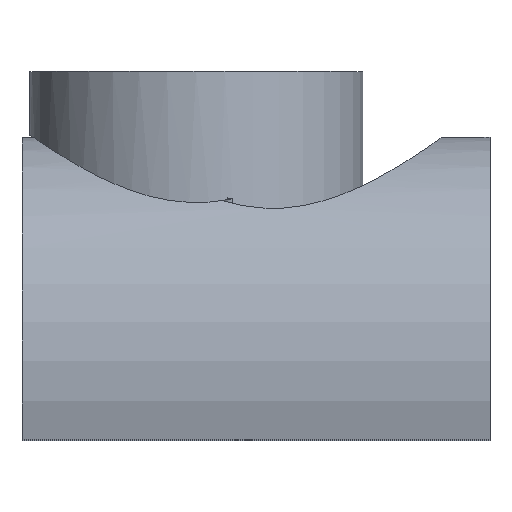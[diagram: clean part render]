
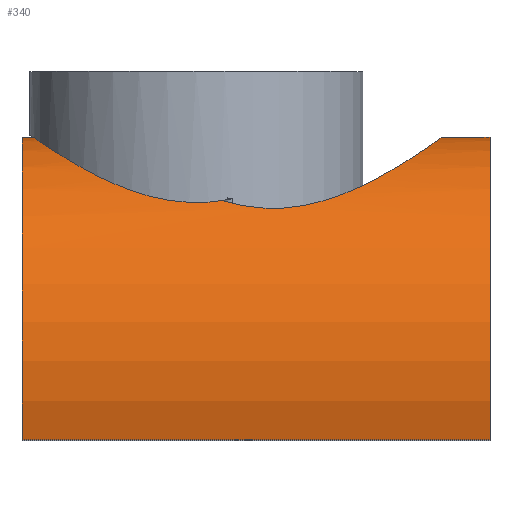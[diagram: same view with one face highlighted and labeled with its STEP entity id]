
A CAD part, top view. The second image highlights one B-rep face of the part: STEP entity #340.
In plain terms, the highlighted cylindrical face has radius 12.55 mm (diameter 25.1 mm), a partial arc.
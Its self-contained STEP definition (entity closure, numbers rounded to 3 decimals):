
#27=FACE_BOUND('',#79,.T.);
#31=B_SPLINE_CURVE_WITH_KNOTS('',3,(#528,#529,#530,#531,#532,#533,#534,
#535,#536,#537,#538,#539,#540,#541,#542,#543,#544,#545,#546,#547,#548,#549,
#550,#551,#552,#553,#554,#555,#556,#557,#558,#559,#560,#561,#562),
 .UNSPECIFIED.,.F.,.F.,(4,2,2,2,2,2,2,2,2,2,2,2,2,3,2,2,4),(-3.279,
-3.21,-3.03,-2.851,-2.671,
-2.491,-2.132,-1.779,-1.425,-1.072,
-0.718,-0.359,-0.18,0.,0.18,
0.359,0.428),.UNSPECIFIED.);
#32=B_SPLINE_CURVE_WITH_KNOTS('',3,(#563,#564,#565,#566,#567,#568,#569,
#570,#571,#572,#573,#574,#575,#576,#577,#578,#579,#580),.UNSPECIFIED.,.F.,
 .F.,(4,2,2,2,2,2,2,2,4),(0.,0.314,0.628,0.939,
1.25,1.561,1.872,2.186,2.5),
 .UNSPECIFIED.);
#47=CYLINDRICAL_SURFACE('',#387,12.55);
#60=FACE_OUTER_BOUND('',#78,.T.);
#78=EDGE_LOOP('',(#247,#248,#249,#250));
#79=EDGE_LOOP('',(#251,#252));
#104=LINE('',#520,#128);
#106=LINE('',#524,#130);
#128=VECTOR('',#432,10.);
#130=VECTOR('',#436,10.);
#145=CIRCLE('',#383,12.55);
#147=CIRCLE('',#388,12.55);
#153=VERTEX_POINT('',#500);
#154=VERTEX_POINT('',#501);
#161=VERTEX_POINT('',#519);
#162=VERTEX_POINT('',#523);
#163=VERTEX_POINT('',#526);
#164=VERTEX_POINT('',#527);
#185=EDGE_CURVE('',#153,#154,#145,.T.);
#194=EDGE_CURVE('',#161,#153,#104,.T.);
#196=EDGE_CURVE('',#162,#154,#106,.T.);
#197=EDGE_CURVE('',#162,#161,#147,.T.);
#198=EDGE_CURVE('',#163,#164,#31,.T.);
#199=EDGE_CURVE('',#164,#163,#32,.T.);
#247=ORIENTED_EDGE('',*,*,#185,.T.);
#248=ORIENTED_EDGE('',*,*,#196,.F.);
#249=ORIENTED_EDGE('',*,*,#197,.T.);
#250=ORIENTED_EDGE('',*,*,#194,.T.);
#251=ORIENTED_EDGE('',*,*,#198,.T.);
#252=ORIENTED_EDGE('',*,*,#199,.T.);
#340=ADVANCED_FACE('',(#60,#27),#47,.T.);
#383=AXIS2_PLACEMENT_3D('',#502,#417,#418);
#387=AXIS2_PLACEMENT_3D('',#522,#434,#435);
#388=AXIS2_PLACEMENT_3D('',#525,#437,#438);
#417=DIRECTION('center_axis',(-1.,0.,0.));
#418=DIRECTION('ref_axis',(0.,0.,-1.));
#432=DIRECTION('',(1.,0.,0.));
#434=DIRECTION('center_axis',(1.,0.,0.));
#435=DIRECTION('ref_axis',(0.,0.,1.));
#436=DIRECTION('',(1.,0.,0.));
#437=DIRECTION('center_axis',(1.,0.,0.));
#438=DIRECTION('ref_axis',(0.,0.,-1.));
#500=CARTESIAN_POINT('',(97.25,-12.015,-3.625));
#501=CARTESIAN_POINT('',(97.25,12.015,-3.625));
#502=CARTESIAN_POINT('Origin',(97.25,0.,0.));
#519=CARTESIAN_POINT('',(72.25,-12.015,-3.625));
#520=CARTESIAN_POINT('',(0.,-12.015,-3.625));
#522=CARTESIAN_POINT('Origin',(0.,0.,0.));
#523=CARTESIAN_POINT('',(72.25,12.015,-3.625));
#524=CARTESIAN_POINT('',(0.,12.015,-3.625));
#525=CARTESIAN_POINT('Origin',(72.25,0.,0.));
#526=CARTESIAN_POINT('',(87.95,-8.,9.67));
#527=CARTESIAN_POINT('',(87.95,8.,9.67));
#528=CARTESIAN_POINT('Ctrl Pts',(87.95,-8.,9.67));
#529=CARTESIAN_POINT('Ctrl Pts',(87.749,-8.103,9.584));
#530=CARTESIAN_POINT('Ctrl Pts',(87.544,-8.2,9.502));
#531=CARTESIAN_POINT('Ctrl Pts',(86.787,-8.52,9.22));
#532=CARTESIAN_POINT('Ctrl Pts',(86.21,-8.7,9.047));
#533=CARTESIAN_POINT('Ctrl Pts',(85.03,-8.94,8.81));
#534=CARTESIAN_POINT('Ctrl Pts',(84.426,-9.,8.747));
#535=CARTESIAN_POINT('Ctrl Pts',(83.228,-9.,8.747));
#536=CARTESIAN_POINT('Ctrl Pts',(82.624,-8.94,8.81));
#537=CARTESIAN_POINT('Ctrl Pts',(81.443,-8.7,9.047));
#538=CARTESIAN_POINT('Ctrl Pts',(80.867,-8.52,9.22));
#539=CARTESIAN_POINT('Ctrl Pts',(79.225,-7.825,9.831));
#540=CARTESIAN_POINT('Ctrl Pts',(78.245,-7.146,10.357));
#541=CARTESIAN_POINT('Ctrl Pts',(76.694,-5.595,11.269));
#542=CARTESIAN_POINT('Ctrl Pts',(76.006,-4.612,11.728));
#543=CARTESIAN_POINT('Ctrl Pts',(75.072,-2.405,12.371));
#544=CARTESIAN_POINT('Ctrl Pts',(74.827,-1.178,12.55));
#545=CARTESIAN_POINT('Ctrl Pts',(74.827,1.178,12.55));
#546=CARTESIAN_POINT('Ctrl Pts',(75.072,2.405,12.371));
#547=CARTESIAN_POINT('Ctrl Pts',(76.006,4.612,11.728));
#548=CARTESIAN_POINT('Ctrl Pts',(76.694,5.595,11.269));
#549=CARTESIAN_POINT('Ctrl Pts',(78.245,7.146,10.357));
#550=CARTESIAN_POINT('Ctrl Pts',(79.225,7.825,9.831));
#551=CARTESIAN_POINT('Ctrl Pts',(80.867,8.52,9.22));
#552=CARTESIAN_POINT('Ctrl Pts',(81.443,8.7,9.047));
#553=CARTESIAN_POINT('Ctrl Pts',(82.624,8.94,8.81));
#554=CARTESIAN_POINT('Ctrl Pts',(83.228,9.,8.747));
#555=CARTESIAN_POINT('Ctrl Pts',(83.827,9.,8.747));
#556=CARTESIAN_POINT('Ctrl Pts',(84.426,9.,8.747));
#557=CARTESIAN_POINT('Ctrl Pts',(85.03,8.94,8.81));
#558=CARTESIAN_POINT('Ctrl Pts',(86.21,8.7,9.047));
#559=CARTESIAN_POINT('Ctrl Pts',(86.787,8.52,9.22));
#560=CARTESIAN_POINT('Ctrl Pts',(87.544,8.2,9.502));
#561=CARTESIAN_POINT('Ctrl Pts',(87.749,8.103,9.584));
#562=CARTESIAN_POINT('Ctrl Pts',(87.95,8.,9.67));
#563=CARTESIAN_POINT('Ctrl Pts',(87.95,8.,9.67));
#564=CARTESIAN_POINT('Ctrl Pts',(88.996,8.,9.67));
#565=CARTESIAN_POINT('Ctrl Pts',(90.077,7.785,9.857));
#566=CARTESIAN_POINT('Ctrl Pts',(92.032,6.961,10.455));
#567=CARTESIAN_POINT('Ctrl Pts',(92.91,6.354,10.851));
#568=CARTESIAN_POINT('Ctrl Pts',(94.297,4.966,11.552));
#569=CARTESIAN_POINT('Ctrl Pts',(94.909,4.087,11.909));
#570=CARTESIAN_POINT('Ctrl Pts',(95.736,2.123,12.411));
#571=CARTESIAN_POINT('Ctrl Pts',(95.95,1.037,12.55));
#572=CARTESIAN_POINT('Ctrl Pts',(95.95,-1.037,12.55));
#573=CARTESIAN_POINT('Ctrl Pts',(95.736,-2.123,12.411));
#574=CARTESIAN_POINT('Ctrl Pts',(94.909,-4.087,11.909));
#575=CARTESIAN_POINT('Ctrl Pts',(94.297,-4.966,11.552));
#576=CARTESIAN_POINT('Ctrl Pts',(92.91,-6.354,10.851));
#577=CARTESIAN_POINT('Ctrl Pts',(92.032,-6.961,10.455));
#578=CARTESIAN_POINT('Ctrl Pts',(90.077,-7.785,9.857));
#579=CARTESIAN_POINT('Ctrl Pts',(88.996,-8.,9.67));
#580=CARTESIAN_POINT('Ctrl Pts',(87.95,-8.,9.67));
